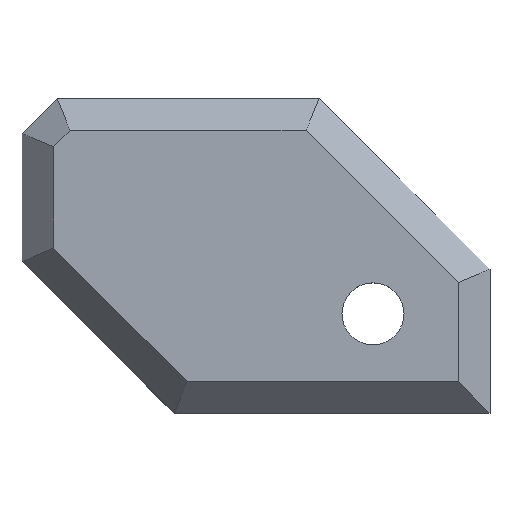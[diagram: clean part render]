
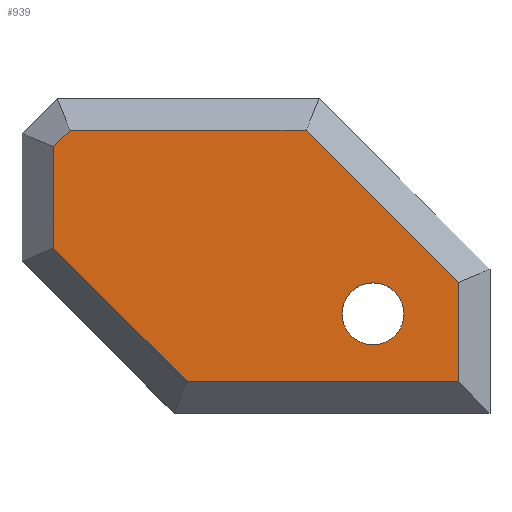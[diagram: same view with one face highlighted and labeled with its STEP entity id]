
A CAD part, top view. The second image highlights one B-rep face of the part: STEP entity #939.
In plain terms, the highlighted planar face has unit normal (0, 0, 1).
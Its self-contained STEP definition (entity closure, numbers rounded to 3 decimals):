
#16=FACE_BOUND('',#152,.T.);
#34=PLANE('',#1018);
#74=CIRCLE('',#1019,2.65);
#94=FACE_OUTER_BOUND('',#151,.T.);
#151=EDGE_LOOP('',(#731,#732,#733,#734,#735,#736,#737));
#152=EDGE_LOOP('',(#738));
#217=LINE('',#1368,#339);
#221=LINE('',#1375,#343);
#222=LINE('',#1379,#344);
#227=LINE('',#1386,#349);
#228=LINE('',#1389,#350);
#230=LINE('',#1393,#352);
#233=LINE('',#1398,#355);
#339=VECTOR('',#1106,10.);
#343=VECTOR('',#1112,10.);
#344=VECTOR('',#1115,10.);
#349=VECTOR('',#1122,10.);
#350=VECTOR('',#1125,10.);
#352=VECTOR('',#1129,10.);
#355=VECTOR('',#1134,10.);
#461=VERTEX_POINT('',#1365);
#462=VERTEX_POINT('',#1367);
#464=VERTEX_POINT('',#1373);
#465=VERTEX_POINT('',#1377);
#466=VERTEX_POINT('',#1378);
#468=VERTEX_POINT('',#1388);
#469=VERTEX_POINT('',#1392);
#480=VERTEX_POINT('',#1425);
#548=EDGE_CURVE('',#461,#462,#217,.T.);
#552=EDGE_CURVE('',#464,#461,#221,.T.);
#553=EDGE_CURVE('',#465,#466,#222,.T.);
#558=EDGE_CURVE('',#466,#464,#227,.T.);
#559=EDGE_CURVE('',#468,#465,#228,.T.);
#561=EDGE_CURVE('',#469,#468,#230,.T.);
#564=EDGE_CURVE('',#462,#469,#233,.T.);
#578=EDGE_CURVE('',#480,#480,#74,.T.);
#731=ORIENTED_EDGE('',*,*,#553,.F.);
#732=ORIENTED_EDGE('',*,*,#559,.F.);
#733=ORIENTED_EDGE('',*,*,#561,.F.);
#734=ORIENTED_EDGE('',*,*,#564,.F.);
#735=ORIENTED_EDGE('',*,*,#548,.F.);
#736=ORIENTED_EDGE('',*,*,#552,.F.);
#737=ORIENTED_EDGE('',*,*,#558,.F.);
#738=ORIENTED_EDGE('',*,*,#578,.T.);
#939=ADVANCED_FACE('',(#94,#16),#34,.T.);
#1018=AXIS2_PLACEMENT_3D('',#1424,#1154,#1155);
#1019=AXIS2_PLACEMENT_3D('',#1426,#1156,#1157);
#1106=DIRECTION('',(0.707,-0.707,0.));
#1112=DIRECTION('',(1.,0.,0.));
#1115=DIRECTION('',(0.,1.,0.));
#1122=DIRECTION('',(0.707,0.707,0.));
#1125=DIRECTION('',(-0.707,0.707,0.));
#1129=DIRECTION('',(-1.,0.,0.));
#1134=DIRECTION('',(0.,-1.,0.));
#1154=DIRECTION('center_axis',(0.,0.,1.));
#1155=DIRECTION('ref_axis',(1.,0.,0.));
#1156=DIRECTION('center_axis',(0.,0.,-1.));
#1157=DIRECTION('ref_axis',(1.,0.,0.));
#1365=CARTESIAN_POINT('',(18.282,4.2,0.));
#1367=CARTESIAN_POINT('',(31.3,-8.818,0.));
#1368=CARTESIAN_POINT('',(19.503,2.978,0.));
#1373=CARTESIAN_POINT('',(-1.882,4.2,0.));
#1375=CARTESIAN_POINT('',(4.,4.2,0.));
#1377=CARTESIAN_POINT('',(-3.3,-5.882,0.));
#1378=CARTESIAN_POINT('',(-3.3,2.782,0.));
#1379=CARTESIAN_POINT('',(-3.3,-6.775,0.));
#1386=CARTESIAN_POINT('',(-0.953,5.128,0.));
#1388=CARTESIAN_POINT('',(8.118,-17.3,0.));
#1389=CARTESIAN_POINT('',(7.297,-16.478,0.));
#1392=CARTESIAN_POINT('',(31.3,-17.3,0.));
#1393=CARTESIAN_POINT('',(24.,-17.3,0.));
#1398=CARTESIAN_POINT('',(31.3,-7.125,0.));
#1424=CARTESIAN_POINT('Origin',(14.,-6.55,0.));
#1425=CARTESIAN_POINT('',(21.35,-11.5,0.));
#1426=CARTESIAN_POINT('Origin',(24.,-11.5,0.));
